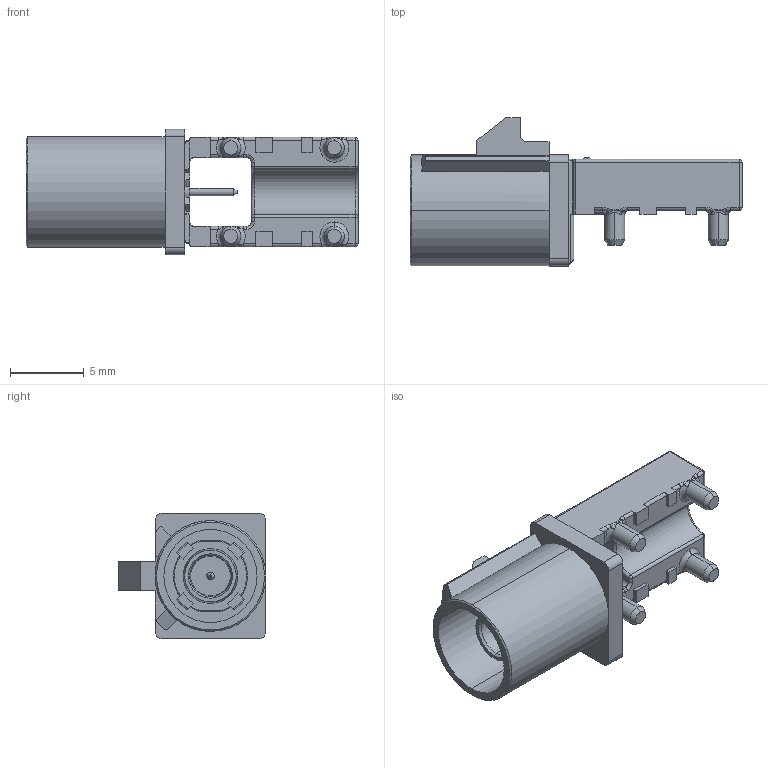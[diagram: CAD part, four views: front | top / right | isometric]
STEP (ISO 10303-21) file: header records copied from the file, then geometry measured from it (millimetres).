
FILE_DESCRIPTION (( 'STEP AP214' ), '1' );
FILE_NAME ('12-00001--A115687-001.STEP', '2020-09-18T14:01:13', ( '' ), ( '' ), 'SwSTEP 2.0', 'SolidWorks 2018', '' );
FILE_SCHEMA (( 'AUTOMOTIVE_DESIGN' ));
Length unit declared in the file: millimetre
Products named in the file (2): 12-00001--A115687-001
Bounding box: 22.45 x 10 x 8.5 mm (x, y, z)
Volume: 542.2 mm3; surface area: 1044.7 mm2
Topology: 1 solids, 1 shells, 314 faces, 806 edges, 491 vertices
Faces by surface type: plane 120, cylinder 97, bspline 36, cone 28, torus 25, sphere 8
Entity records: 10829 total; most frequent: CARTESIAN_POINT 3459, ORIENTED_EDGE 1588, DIRECTION 1500, EDGE_CURVE 794, AXIS2_PLACEMENT_3D 554, VERTEX_POINT 491, LINE 392, VECTOR 392
